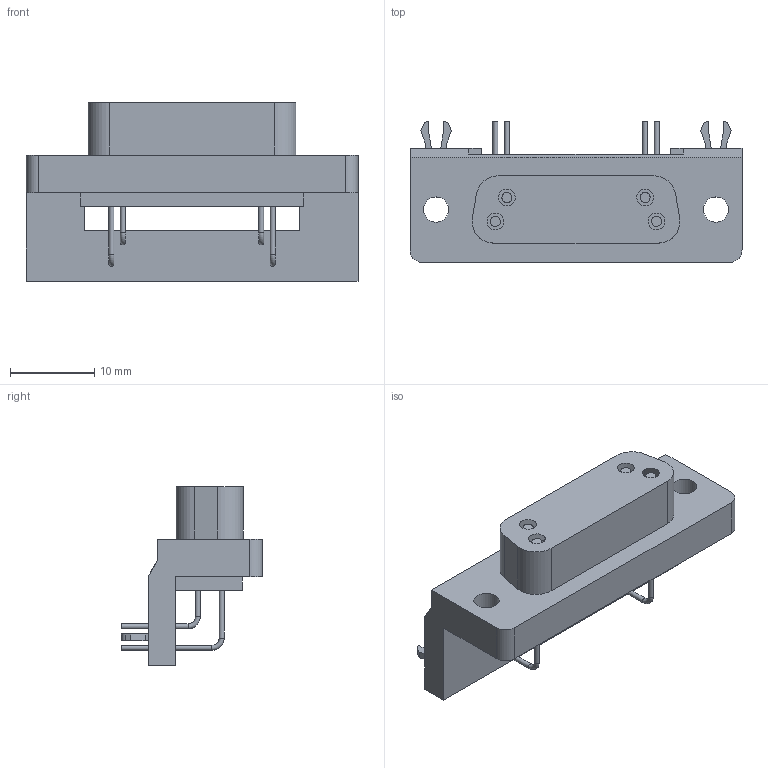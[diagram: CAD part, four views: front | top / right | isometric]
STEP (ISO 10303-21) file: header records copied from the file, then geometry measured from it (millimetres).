
FILE_DESCRIPTION(/* description */ (''),/* implementation_level */ '2;1');
FILE_NAME(/* name */ '09662527611.step',/* time_stamp */ '2022-07-12T13:39:38+02:00',/* author */ (''),/* organization */ (''),/* preprocessor_version */ 'ST-DEVELOPER v19',/* originating_system */ 'Autodesk Translation Framework v11.7.0.108',/* authorisation */ '');
FILE_SCHEMA (('AUTOMOTIVE_DESIGN { 1 0 10303 214 3 1 1 }'));
Length unit declared in the file: millimetre
Products named in the file (1): (Non enregistré)
Bounding box: 39.5 x 16.8 x 21.2 mm (x, y, z)
Volume: 4550.1 mm3; surface area: 2985.3 mm2
Topology: 1 solids, 1 shells, 97 faces, 246 edges, 162 vertices
Faces by surface type: plane 65, cylinder 24, cone 4, torus 4
Full cylindrical faces by diameter (mm): 0.6 x12, 3 x2
Entity records: 3050 total; most frequent: DIRECTION 506, CARTESIAN_POINT 506, ORIENTED_EDGE 492, EDGE_CURVE 246, LINE 182, VECTOR 182, VERTEX_POINT 162, AXIS2_PLACEMENT_3D 162
